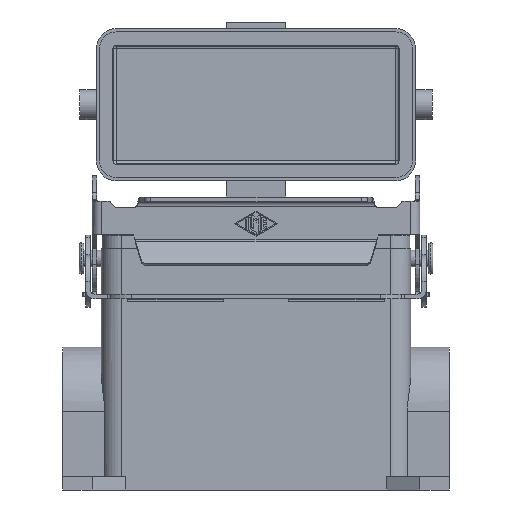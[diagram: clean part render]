
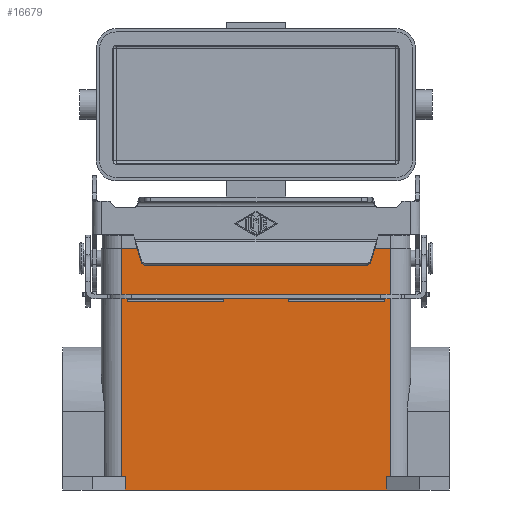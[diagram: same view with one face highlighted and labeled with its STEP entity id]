
A CAD part, front view. The second image highlights one B-rep face of the part: STEP entity #16679.
In plain terms, the highlighted planar face has unit normal (0, -1, 0).
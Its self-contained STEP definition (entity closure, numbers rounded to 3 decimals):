
#16591=CARTESIAN_POINT('',(-39.5,-22.25,-66.0));
#16592=VERTEX_POINT('',#16591);
#16600=CARTESIAN_POINT('',(-39.5,-22.25,-70.0));
#16601=VERTEX_POINT('',#16600);
#16608=CARTESIAN_POINT('',(-39.5,-22.25,-70.0));
#16609=DIRECTION('',(0.0,0.0,1.0));
#16610=VECTOR('',#16609,4.0);
#16611=LINE('',#16608,#16610);
#16612=EDGE_CURVE('',#16601,#16592,#16611,.T.);
#16617=CARTESIAN_POINT('',(39.5,-22.25,-70.0));
#16618=DIRECTION('',(0.0,-1.0,0.0));
#16619=DIRECTION('',(0.0,0.0,-1.0));
#16620=AXIS2_PLACEMENT_3D('',#16617,#16618,#16619);
#16621=PLANE('',#16620);
#16622=ORIENTED_EDGE('',*,*,#16612,.F.);
#16623=CARTESIAN_POINT('',(39.5,-22.25,-70.0));
#16624=VERTEX_POINT('',#16623);
#16625=CARTESIAN_POINT('',(39.5,-22.25,-70.0));
#16626=DIRECTION('',(-1.0,0.0,0.0));
#16627=VECTOR('',#16626,79.0);
#16628=LINE('',#16625,#16627);
#16629=EDGE_CURVE('',#16624,#16601,#16628,.T.);
#16630=ORIENTED_EDGE('',*,*,#16629,.F.);
#16631=CARTESIAN_POINT('',(39.5,-22.25,-66.0));
#16632=VERTEX_POINT('',#16631);
#16633=CARTESIAN_POINT('',(39.5,-22.25,-70.0));
#16634=DIRECTION('',(0.0,0.0,1.0));
#16635=VECTOR('',#16634,4.0);
#16636=LINE('',#16633,#16635);
#16637=EDGE_CURVE('',#16624,#16632,#16636,.T.);
#16638=ORIENTED_EDGE('',*,*,#16637,.T.);
#16639=CARTESIAN_POINT('',(40.75,-22.25,-66.0));
#16640=VERTEX_POINT('',#16639);
#16641=CARTESIAN_POINT('',(40.75,-22.25,-66.0));
#16642=DIRECTION('',(-1.0,0.0,0.0));
#16643=VECTOR('',#16642,1.25);
#16644=LINE('',#16641,#16643);
#16645=EDGE_CURVE('',#16640,#16632,#16644,.T.);
#16646=ORIENTED_EDGE('',*,*,#16645,.F.);
#16647=CARTESIAN_POINT('',(40.75,-22.25,3.));
#16648=VERTEX_POINT('',#16647);
#16649=CARTESIAN_POINT('',(40.75,-22.25,-66.0));
#16650=DIRECTION('',(0.0,0.0,1.0));
#16651=VECTOR('',#16650,69.);
#16652=LINE('',#16649,#16651);
#16653=EDGE_CURVE('',#16640,#16648,#16652,.T.);
#16654=ORIENTED_EDGE('',*,*,#16653,.T.);
#16655=CARTESIAN_POINT('',(-40.75,-22.25,3.));
#16656=VERTEX_POINT('',#16655);
#16657=CARTESIAN_POINT('',(40.75,-22.25,3.));
#16658=DIRECTION('',(-1.0,0.0,0.0));
#16659=VECTOR('',#16658,81.5);
#16660=LINE('',#16657,#16659);
#16661=EDGE_CURVE('',#16648,#16656,#16660,.T.);
#16662=ORIENTED_EDGE('',*,*,#16661,.T.);
#16663=CARTESIAN_POINT('',(-40.75,-22.25,-66.0));
#16664=VERTEX_POINT('',#16663);
#16665=CARTESIAN_POINT('',(-40.75,-22.25,-66.0));
#16666=DIRECTION('',(0.0,0.0,1.0));
#16667=VECTOR('',#16666,69.);
#16668=LINE('',#16665,#16667);
#16669=EDGE_CURVE('',#16664,#16656,#16668,.T.);
#16670=ORIENTED_EDGE('',*,*,#16669,.F.);
#16671=CARTESIAN_POINT('',(-39.5,-22.25,-66.0));
#16672=DIRECTION('',(-1.0,0.0,0.0));
#16673=VECTOR('',#16672,1.25);
#16674=LINE('',#16671,#16673);
#16675=EDGE_CURVE('',#16592,#16664,#16674,.T.);
#16676=ORIENTED_EDGE('',*,*,#16675,.F.);
#16677=EDGE_LOOP('',(#16622,#16630,#16638,#16646,#16654,#16662,#16670,#16676));
#16678=FACE_OUTER_BOUND('',#16677,.T.);
#16679=ADVANCED_FACE('',(#16678),#16621,.T.);
